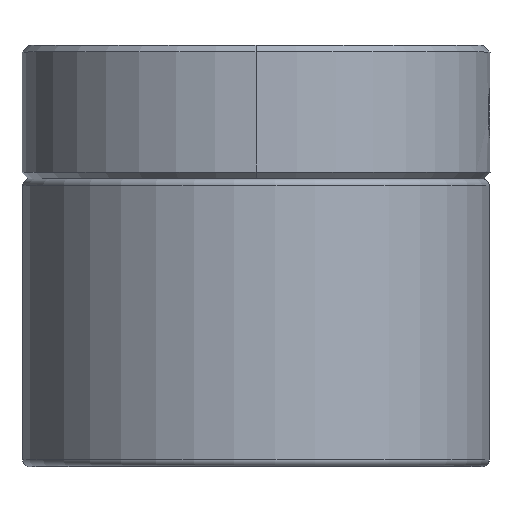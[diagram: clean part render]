
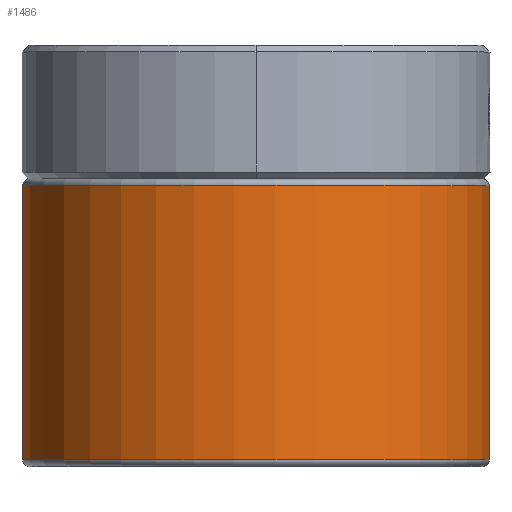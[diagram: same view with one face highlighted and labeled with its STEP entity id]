
A CAD part, top view. The second image highlights one B-rep face of the part: STEP entity #1486.
In plain terms, the highlighted cylindrical face has radius 17.5 mm (diameter 35 mm), a partial arc.
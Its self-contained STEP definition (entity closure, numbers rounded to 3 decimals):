
#8 = CARTESIAN_POINT ( 'NONE',  ( -17.5, 0., 21.5 ) ) ;
#131 = ORIENTED_EDGE ( 'NONE', *, *, #2937, .T. ) ;
#258 = DIRECTION ( 'NONE',  ( 1., 0., 0. ) ) ;
#274 = LINE ( 'NONE', #8, #1736 ) ;
#377 = CARTESIAN_POINT ( 'NONE',  ( 0., 0., 21. ) ) ;
#482 = EDGE_CURVE ( 'NONE', #1547, #2034, #274, .T. ) ;
#539 = CARTESIAN_POINT ( 'NONE',  ( 0., 0., 0.5 ) ) ;
#595 = DIRECTION ( 'NONE',  ( 0., 0., -1. ) ) ;
#805 = DIRECTION ( 'NONE',  ( 0., 0., -1. ) ) ;
#826 = AXIS2_PLACEMENT_3D ( 'NONE', #1921, #805, #2814 ) ;
#850 = EDGE_CURVE ( 'NONE', #3532, #1836, #1003, .T. ) ;
#858 = ORIENTED_EDGE ( 'NONE', *, *, #482, .F. ) ;
#960 = DIRECTION ( 'NONE',  ( 1., 0., 0. ) ) ;
#1003 = LINE ( 'NONE', #1576, #1060 ) ;
#1060 = VECTOR ( 'NONE', #2430, 1000. ) ;
#1135 = ORIENTED_EDGE ( 'NONE', *, *, #850, .T. ) ;
#1159 = EDGE_CURVE ( 'NONE', #1547, #3532, #3503, .T. ) ;
#1362 = CARTESIAN_POINT ( 'NONE',  ( -17.5, 0., 21. ) ) ;
#1373 = ORIENTED_EDGE ( 'NONE', *, *, #1159, .T. ) ;
#1481 = DIRECTION ( 'NONE',  ( 0., 0., -1. ) ) ;
#1486 = ADVANCED_FACE ( 'NONE', ( #3364 ), #1702, .T. ) ;
#1547 = VERTEX_POINT ( 'NONE', #1362 ) ;
#1576 = CARTESIAN_POINT ( 'NONE',  ( 17.5, 0., 21.5 ) ) ;
#1639 = DIRECTION ( 'NONE',  ( 0., 0., 1. ) ) ;
#1702 = CYLINDRICAL_SURFACE ( 'NONE', #826, 17.5 ) ;
#1736 = VECTOR ( 'NONE', #595, 1000. ) ;
#1836 = VERTEX_POINT ( 'NONE', #2154 ) ;
#1921 = CARTESIAN_POINT ( 'NONE',  ( 0., 0., 21.5 ) ) ;
#2034 = VERTEX_POINT ( 'NONE', #2472 ) ;
#2154 = CARTESIAN_POINT ( 'NONE',  ( 17.5, 0., 0.5 ) ) ;
#2160 = AXIS2_PLACEMENT_3D ( 'NONE', #539, #1639, #258 ) ;
#2430 = DIRECTION ( 'NONE',  ( 0., 0., -1. ) ) ;
#2472 = CARTESIAN_POINT ( 'NONE',  ( -17.5, 0., 0.5 ) ) ;
#2814 = DIRECTION ( 'NONE',  ( -1., 0., 0. ) ) ;
#2937 = EDGE_CURVE ( 'NONE', #1836, #2034, #2987, .T. ) ;
#2987 = CIRCLE ( 'NONE', #2160, 17.5 ) ;
#3106 = AXIS2_PLACEMENT_3D ( 'NONE', #377, #1481, #960 ) ;
#3131 = EDGE_LOOP ( 'NONE', ( #1373, #1135, #131, #858 ) ) ;
#3364 = FACE_OUTER_BOUND ( 'NONE', #3131, .T. ) ;
#3468 = CARTESIAN_POINT ( 'NONE',  ( 17.5, 0., 21. ) ) ;
#3503 = CIRCLE ( 'NONE', #3106, 17.5 ) ;
#3532 = VERTEX_POINT ( 'NONE', #3468 ) ;
